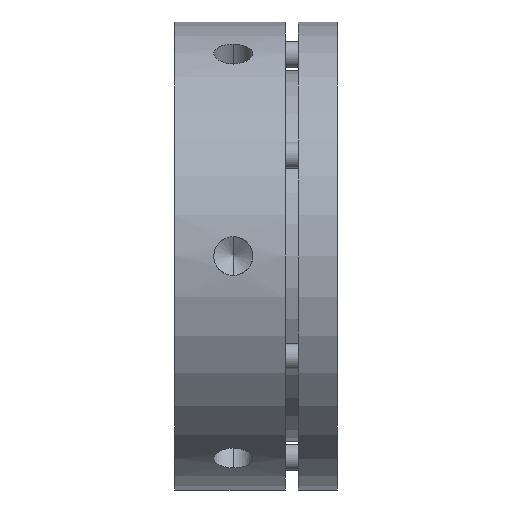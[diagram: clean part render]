
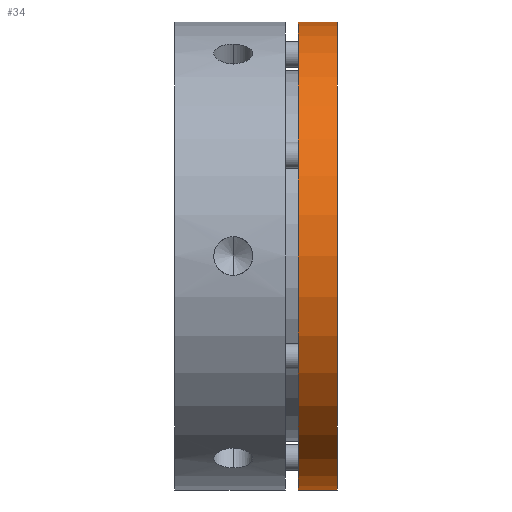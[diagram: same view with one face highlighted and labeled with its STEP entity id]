
A CAD part, front view. The second image highlights one B-rep face of the part: STEP entity #34.
In plain terms, the highlighted cylindrical face has radius 36 mm (diameter 72 mm), a partial arc.
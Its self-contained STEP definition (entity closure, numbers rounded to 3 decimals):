
#34 = ADVANCED_FACE ( 'NONE', ( #556 ), #564, .T. ) ;
#111 = EDGE_LOOP ( 'NONE', ( #274, #275, #276, #277 ) ) ;
#251 = EDGE_CURVE ( 'NONE', #1163, #1183, #559, .T. ) ;
#274 = ORIENTED_EDGE ( 'NONE', *, *, #1380, .F. ) ;
#275 = ORIENTED_EDGE ( 'NONE', *, *, #251, .T. ) ;
#276 = ORIENTED_EDGE ( 'NONE', *, *, #4663, .T. ) ;
#277 = ORIENTED_EDGE ( 'NONE', *, *, #1425, .T. ) ;
#556 = FACE_OUTER_BOUND ( 'NONE', #111, .T. ) ;
#559 = CIRCLE ( 'NONE', #871, 36. ) ;
#564 = CYLINDRICAL_SURFACE ( 'NONE', #868, 36. ) ;
#711 = LINE ( 'NONE', #2131, #715 ) ;
#715 = VECTOR ( 'NONE', #2126, 1000. ) ;
#763 = CIRCLE ( 'NONE', #1010, 36. ) ;
#868 = AXIS2_PLACEMENT_3D ( 'NONE', #1643, #1642, #1634 ) ;
#871 = AXIS2_PLACEMENT_3D ( 'NONE', #1669, #1670, #1671 ) ;
#1010 = AXIS2_PLACEMENT_3D ( 'NONE', #2570, #2571, #2572 ) ;
#1125 = VERTEX_POINT ( 'NONE', #2069 ) ;
#1135 = VERTEX_POINT ( 'NONE', #2076 ) ;
#1163 = VERTEX_POINT ( 'NONE', #2098 ) ;
#1183 = VERTEX_POINT ( 'NONE', #2112 ) ;
#1380 = EDGE_CURVE ( 'NONE', #1163, #1135, #711, .T. ) ;
#1425 = EDGE_CURVE ( 'NONE', #1125, #1135, #763, .T. ) ;
#1634 = DIRECTION ( 'NONE',  ( 0., 0., -1. ) ) ;
#1642 = DIRECTION ( 'NONE',  ( 1., 0., 0. ) ) ;
#1643 = CARTESIAN_POINT ( 'NONE',  ( 12.5, 0., 0. ) ) ;
#1669 = CARTESIAN_POINT ( 'NONE',  ( 19., 0., 0. ) ) ;
#1670 = DIRECTION ( 'NONE',  ( 1., 0., 0. ) ) ;
#1671 = DIRECTION ( 'NONE',  ( 0., 0., -1. ) ) ;
#2069 = CARTESIAN_POINT ( 'NONE',  ( 25., 0., -36. ) ) ;
#2076 = CARTESIAN_POINT ( 'NONE',  ( 25., 0., 36. ) ) ;
#2098 = CARTESIAN_POINT ( 'NONE',  ( 19., 0., 36. ) ) ;
#2112 = CARTESIAN_POINT ( 'NONE',  ( 19., 0., -36. ) ) ;
#2126 = DIRECTION ( 'NONE',  ( 1., 0., 0. ) ) ;
#2131 = CARTESIAN_POINT ( 'NONE',  ( 12.5, 0., 36. ) ) ;
#2570 = CARTESIAN_POINT ( 'NONE',  ( 25., 0., 0. ) ) ;
#2571 = DIRECTION ( 'NONE',  ( -1., 0., 0. ) ) ;
#2572 = DIRECTION ( 'NONE',  ( 0., 0., -1. ) ) ;
#3558 = DIRECTION ( 'NONE',  ( 1., 0., 0. ) ) ;
#3559 = CARTESIAN_POINT ( 'NONE',  ( 12.5, 0., -36. ) ) ;
#4154 = LINE ( 'NONE', #3559, #4156 ) ;
#4156 = VECTOR ( 'NONE', #3558, 1000. ) ;
#4663 = EDGE_CURVE ( 'NONE', #1183, #1125, #4154, .T. ) ;
